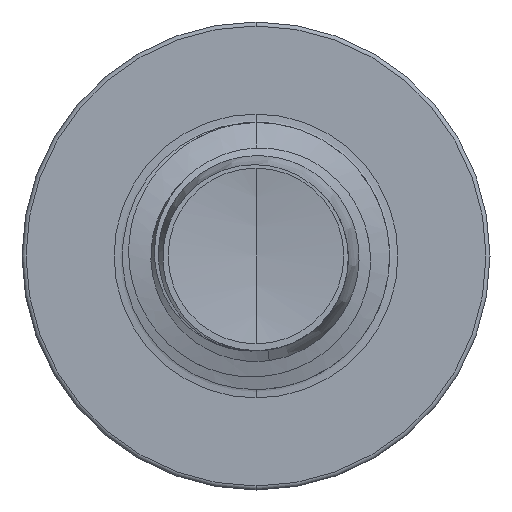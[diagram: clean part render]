
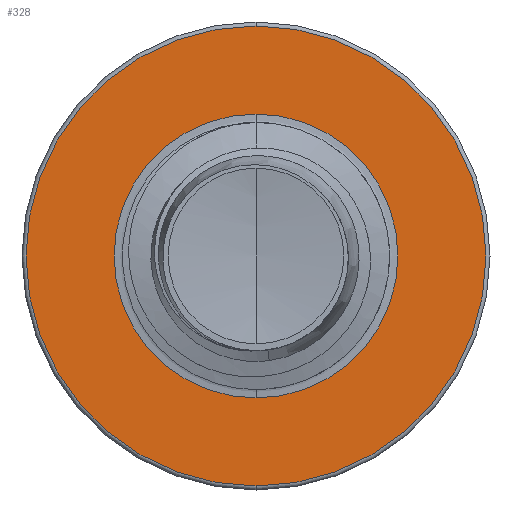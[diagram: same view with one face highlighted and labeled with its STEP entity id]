
A CAD part, front view. The second image highlights one B-rep face of the part: STEP entity #328.
In plain terms, the highlighted planar face has unit normal (0, -1, 0).
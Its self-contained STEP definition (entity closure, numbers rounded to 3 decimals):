
#109 = VERTEX_POINT ( 'NONE', #5658 ) ;
#328 = ADVANCED_FACE ( 'NONE', ( #8527, #14986 ), #6408, .F. ) ;
#1227 = AXIS2_PLACEMENT_3D ( 'NONE', #14760, #14741, #14733 ) ;
#1641 = ORIENTED_EDGE ( 'NONE', *, *, #9948, .F. ) ;
#3927 = CIRCLE ( 'NONE', #12534, 5.16 ) ;
#4130 = AXIS2_PLACEMENT_3D ( 'NONE', #6436, #6481, #6368 ) ;
#5658 = CARTESIAN_POINT ( 'NONE',  ( 0., 5., 5.16 ) ) ;
#6258 = ORIENTED_EDGE ( 'NONE', *, *, #10875, .F. ) ;
#6303 = DIRECTION ( 'NONE',  ( 0., 0., 1. ) ) ;
#6319 = DIRECTION ( 'NONE',  ( 0., 1., 0. ) ) ;
#6350 = CARTESIAN_POINT ( 'NONE',  ( 0., 5., 0. ) ) ;
#6368 = DIRECTION ( 'NONE',  ( 0., 0., 1. ) ) ;
#6408 = PLANE ( 'NONE',  #4130 ) ;
#6436 = CARTESIAN_POINT ( 'NONE',  ( 0., 5., -3.186 ) ) ;
#6481 = DIRECTION ( 'NONE',  ( 0., 1., 0. ) ) ;
#6975 = CARTESIAN_POINT ( 'NONE',  ( 0., 5., -5.16 ) ) ;
#7099 = CARTESIAN_POINT ( 'NONE',  ( 0., 5., 3.186 ) ) ;
#7453 = CARTESIAN_POINT ( 'NONE',  ( 0., 5., -3.186 ) ) ;
#7659 = DIRECTION ( 'NONE',  ( 0., 0., 1. ) ) ;
#7688 = DIRECTION ( 'NONE',  ( 0., 1., 0. ) ) ;
#7703 = CARTESIAN_POINT ( 'NONE',  ( 0., 5., 0. ) ) ;
#8527 = FACE_OUTER_BOUND ( 'NONE', #10503, .T. ) ;
#8951 = EDGE_CURVE ( 'NONE', #9847, #14083, #14201, .T. ) ;
#9847 = VERTEX_POINT ( 'NONE', #7453 ) ;
#9948 = EDGE_CURVE ( 'NONE', #109, #13953, #3927, .T. ) ;
#10317 = ORIENTED_EDGE ( 'NONE', *, *, #10873, .T. ) ;
#10503 = EDGE_LOOP ( 'NONE', ( #1641, #6258 ) ) ;
#10873 = EDGE_CURVE ( 'NONE', #14083, #9847, #12319, .T. ) ;
#10875 = EDGE_CURVE ( 'NONE', #13953, #109, #11971, .T. ) ;
#11971 = CIRCLE ( 'NONE', #1227, 5.16 ) ;
#12319 = CIRCLE ( 'NONE', #15043, 3.186 ) ;
#12534 = AXIS2_PLACEMENT_3D ( 'NONE', #6350, #6319, #6303 ) ;
#13347 = ORIENTED_EDGE ( 'NONE', *, *, #8951, .T. ) ;
#13953 = VERTEX_POINT ( 'NONE', #6975 ) ;
#14083 = VERTEX_POINT ( 'NONE', #7099 ) ;
#14201 = CIRCLE ( 'NONE', #14759, 3.186 ) ;
#14733 = DIRECTION ( 'NONE',  ( 0., 0., 1. ) ) ;
#14741 = DIRECTION ( 'NONE',  ( 0., 1., 0. ) ) ;
#14759 = AXIS2_PLACEMENT_3D ( 'NONE', #7703, #7688, #7659 ) ;
#14760 = CARTESIAN_POINT ( 'NONE',  ( 0., 5., 0. ) ) ;
#14794 = EDGE_LOOP ( 'NONE', ( #10317, #13347 ) ) ;
#14803 = DIRECTION ( 'NONE',  ( 0., 0., 1. ) ) ;
#14817 = DIRECTION ( 'NONE',  ( 0., 1., 0. ) ) ;
#14822 = CARTESIAN_POINT ( 'NONE',  ( 0., 5., 0. ) ) ;
#14986 = FACE_BOUND ( 'NONE', #14794, .T. ) ;
#15043 = AXIS2_PLACEMENT_3D ( 'NONE', #14822, #14817, #14803 ) ;
